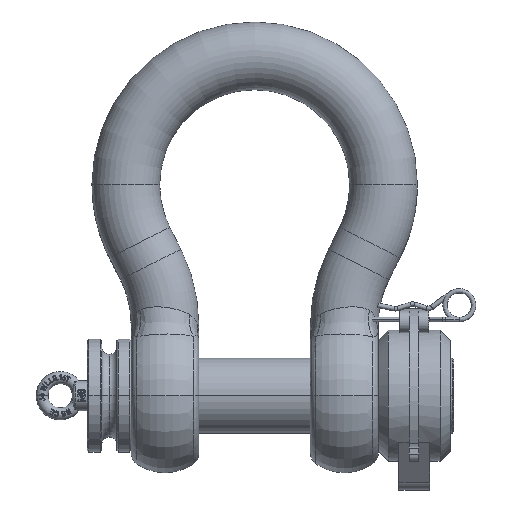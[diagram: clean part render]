
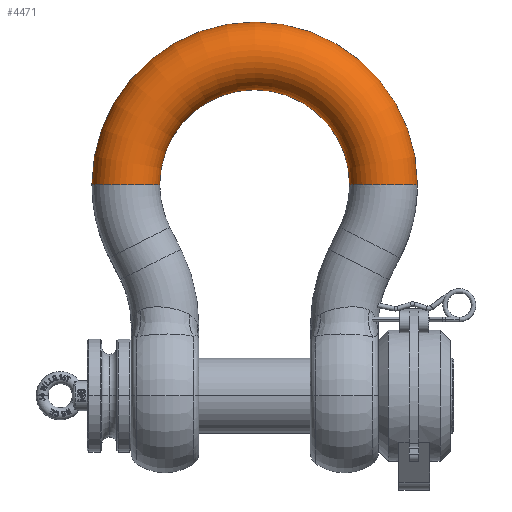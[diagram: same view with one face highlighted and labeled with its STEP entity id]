
A CAD part, top view. The second image highlights one B-rep face of the part: STEP entity #4471.
In plain terms, the highlighted toroidal (fillet/blend) face has major radius 85.5 mm and minor radius 22.5 mm.
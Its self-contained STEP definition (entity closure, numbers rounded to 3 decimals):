
#2495 = CARTESIAN_POINT ( 'NONE',  ( -108., 0., 0. ) ) ;
#2983 = AXIS2_PLACEMENT_3D ( 'NONE', #45200, #15974, #50026 ) ;
#3219 = DIRECTION ( 'NONE',  ( -1., 0., 0. ) ) ;
#4471 = ADVANCED_FACE ( 'NONE', ( #45292 ), #38501, .T. ) ;
#5849 = EDGE_LOOP ( 'NONE', ( #19278, #36799, #21981, #24328 ) ) ;
#6306 = CARTESIAN_POINT ( 'NONE',  ( 0., 0., 0. ) ) ;
#7447 = CARTESIAN_POINT ( 'NONE',  ( 108., 0., 0. ) ) ;
#11119 = DIRECTION ( 'NONE',  ( 1., 0., 0. ) ) ;
#11727 = AXIS2_PLACEMENT_3D ( 'NONE', #23111, #56790, #27910 ) ;
#14095 = AXIS2_PLACEMENT_3D ( 'NONE', #6306, #40471, #11119 ) ;
#15974 = DIRECTION ( 'NONE',  ( 0., 0., 1. ) ) ;
#17093 = CARTESIAN_POINT ( 'NONE',  ( -63., 0., 0. ) ) ;
#19278 = ORIENTED_EDGE ( 'NONE', *, *, #43123, .F. ) ;
#19519 = CIRCLE ( 'NONE', #2983, 108. ) ;
#21981 = ORIENTED_EDGE ( 'NONE', *, *, #55567, .T. ) ;
#22047 = AXIS2_PLACEMENT_3D ( 'NONE', #61264, #32450, #3219 ) ;
#23111 = CARTESIAN_POINT ( 'NONE',  ( 85.5, 0., 0. ) ) ;
#24327 = VERTEX_POINT ( 'NONE', #7447 ) ;
#24328 = ORIENTED_EDGE ( 'NONE', *, *, #42364, .F. ) ;
#26311 = CARTESIAN_POINT ( 'NONE',  ( 63., 0., 0. ) ) ;
#27910 = DIRECTION ( 'NONE',  ( 0., 0., -1. ) ) ;
#31057 = EDGE_CURVE ( 'NONE', #24327, #61499, #19519, .T. ) ;
#32450 = DIRECTION ( 'NONE',  ( 0., 1., 0. ) ) ;
#36799 = ORIENTED_EDGE ( 'NONE', *, *, #31057, .T. ) ;
#38501 = TOROIDAL_SURFACE ( 'NONE', #49481, 85.5, 22.5 ) ;
#40471 = DIRECTION ( 'NONE',  ( 0., 0., 1. ) ) ;
#42364 = EDGE_CURVE ( 'NONE', #55093, #48684, #47220, .T. ) ;
#43068 = CIRCLE ( 'NONE', #11727, 22.5 ) ;
#43123 = EDGE_CURVE ( 'NONE', #24327, #55093, #43068, .T. ) ;
#43919 = CIRCLE ( 'NONE', #22047, 22.5 ) ;
#45200 = CARTESIAN_POINT ( 'NONE',  ( 0., 0., 0. ) ) ;
#45292 = FACE_OUTER_BOUND ( 'NONE', #5849, .T. ) ;
#47220 = CIRCLE ( 'NONE', #14095, 63. ) ;
#48684 = VERTEX_POINT ( 'NONE', #17093 ) ;
#49481 = AXIS2_PLACEMENT_3D ( 'NONE', #54496, #51196, #54700 ) ;
#50026 = DIRECTION ( 'NONE',  ( 1., 0., 0. ) ) ;
#51196 = DIRECTION ( 'NONE',  ( 0., 0., 1. ) ) ;
#54496 = CARTESIAN_POINT ( 'NONE',  ( 0., 0., 0. ) ) ;
#54700 = DIRECTION ( 'NONE',  ( 1., 0., 0. ) ) ;
#55093 = VERTEX_POINT ( 'NONE', #26311 ) ;
#55567 = EDGE_CURVE ( 'NONE', #61499, #48684, #43919, .T. ) ;
#56790 = DIRECTION ( 'NONE',  ( 0., -1., 0. ) ) ;
#61264 = CARTESIAN_POINT ( 'NONE',  ( -85.5, 0., 0. ) ) ;
#61499 = VERTEX_POINT ( 'NONE', #2495 ) ;
